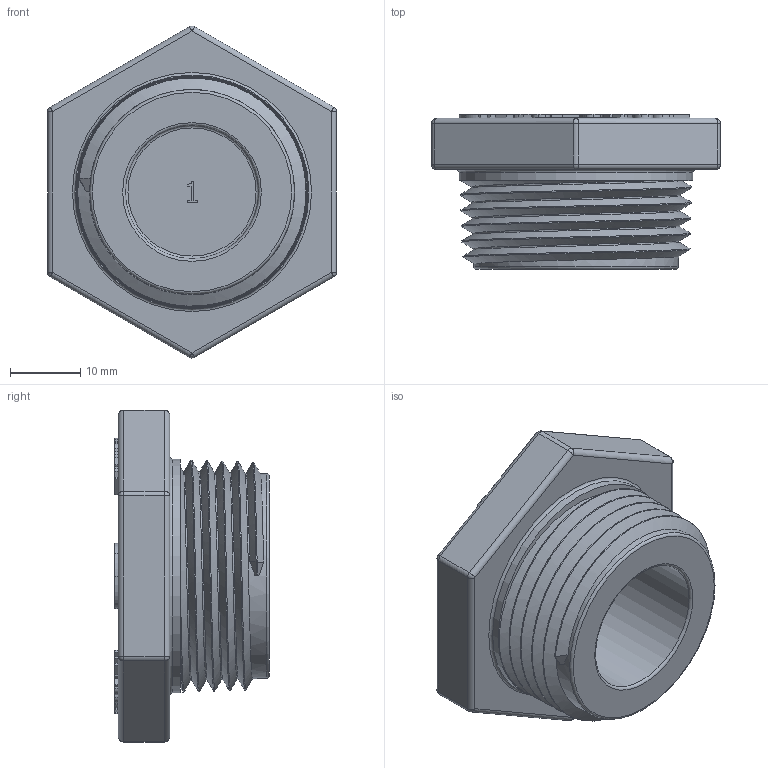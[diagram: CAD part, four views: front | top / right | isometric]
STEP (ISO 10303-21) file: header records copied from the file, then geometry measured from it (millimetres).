
FILE_DESCRIPTION(/* description */ ('LINE STRAINER PLUG'),/* implementation_level */ '2;1');
FILE_NAME(/* name */ 'LSQ200-PL.stp',/* time_stamp */ '2016-12-05T11:51:48-05:00',/* author */ ('MJC'),/* organization */ (''),/* preprocessor_version */ 'ST-DEVELOPER v16.5',/* originating_system */ 'Autodesk Inventor 2017',/* authorisation */ '');
FILE_SCHEMA (('CONFIG_CONTROL_DESIGN','AUTOMOTIVE_DESIGN { 1 0 10303 214 3 1 1 }'));
Length unit declared in the file: inch
Products named in the file (1): LSQ200-PL
Bounding box: 41.27 x 22.1 x 47.42 mm (x, y, z)
Surface area: 7316.8 mm2 (no closed solid volume)
Topology: 0 solids, 1 shells, 491 faces, 1292 edges, 847 vertices
Faces by surface type: plane 267, bspline 182, cylinder 21, sphere 12, cone 5, torus 4
Full cylindrical faces by diameter (mm): 19.05 x1, 33.401 x1
Entity records: 17136 total; most frequent: CARTESIAN_POINT 6343, ORIENTED_EDGE 2538, DIRECTION 1580, EDGE_CURVE 1269, LINE 850, VECTOR 850, VERTEX_POINT 836, EDGE_LOOP 539
